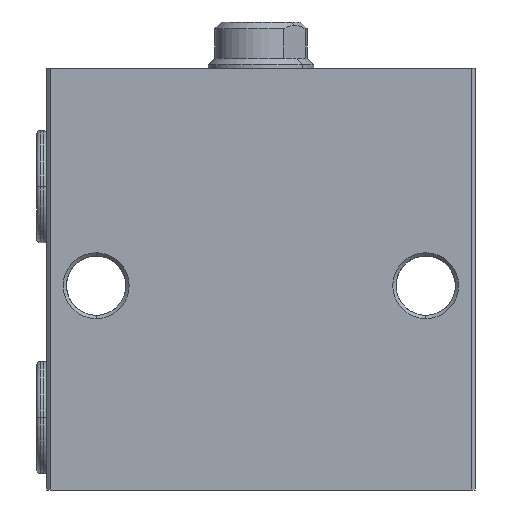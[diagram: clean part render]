
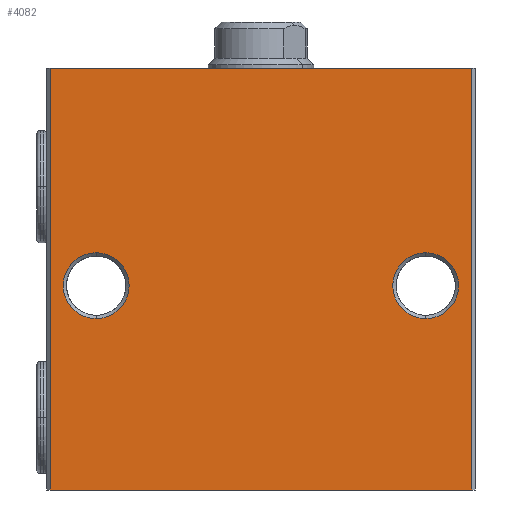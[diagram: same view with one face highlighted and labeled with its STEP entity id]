
A CAD part, front view. The second image highlights one B-rep face of the part: STEP entity #4082.
In plain terms, the highlighted planar face has unit normal (0, -1, 0).
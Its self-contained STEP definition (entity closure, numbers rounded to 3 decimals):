
#25 = CARTESIAN_POINT ( 'NONE',  ( -13934.479, 1843.364, 26. ) ) ;
#207 = EDGE_LOOP ( 'NONE', ( #7701, #1203, #9738, #7584 ) ) ;
#245 = CARTESIAN_POINT ( 'NONE',  ( -13934.479, 1843.364, 31. ) ) ;
#388 = CARTESIAN_POINT ( 'NONE',  ( -13927.479, 1843.364, 0. ) ) ;
#748 = EDGE_LOOP ( 'NONE', ( #10450, #9074 ) ) ;
#997 = EDGE_CURVE ( 'NONE', #7756, #3979, #8248, .T. ) ;
#1076 = DIRECTION ( 'NONE',  ( -1., 0., 0. ) ) ;
#1203 = ORIENTED_EDGE ( 'NONE', *, *, #9295, .F. ) ;
#1473 = DIRECTION ( 'NONE',  ( 0., 0., -1. ) ) ;
#1575 = VERTEX_POINT ( 'NONE', #25 ) ;
#1651 = VERTEX_POINT ( 'NONE', #2599 ) ;
#1722 = VERTEX_POINT ( 'NONE', #9557 ) ;
#2134 = CARTESIAN_POINT ( 'NONE',  ( -13991.479, 1843.364, 0. ) ) ;
#2156 = DIRECTION ( 'NONE',  ( 0., 1., 0. ) ) ;
#2252 = FACE_BOUND ( 'NONE', #748, .T. ) ;
#2258 = PLANE ( 'NONE',  #9763 ) ;
#2441 = DIRECTION ( 'NONE',  ( 0., 1., 0. ) ) ;
#2504 = VECTOR ( 'NONE', #1473, 1000. ) ;
#2599 = CARTESIAN_POINT ( 'NONE',  ( -13991.479, 1843.364, 64. ) ) ;
#2730 = EDGE_CURVE ( 'NONE', #1722, #1575, #7301, .T. ) ;
#2949 = ORIENTED_EDGE ( 'NONE', *, *, #997, .T. ) ;
#2969 = VECTOR ( 'NONE', #3555, 1000. ) ;
#3278 = CIRCLE ( 'NONE', #9845, 5. ) ;
#3387 = CARTESIAN_POINT ( 'NONE',  ( -13984.479, 1843.364, 26. ) ) ;
#3496 = LINE ( 'NONE', #8491, #2969 ) ;
#3555 = DIRECTION ( 'NONE',  ( 1., 0., 0. ) ) ;
#3947 = DIRECTION ( 'NONE',  ( 0., 1., 0. ) ) ;
#3950 = VERTEX_POINT ( 'NONE', #388 ) ;
#3979 = VERTEX_POINT ( 'NONE', #9514 ) ;
#4082 = ADVANCED_FACE ( 'NONE', ( #2252, #9072, #4441 ), #2258, .F. ) ;
#4147 = AXIS2_PLACEMENT_3D ( 'NONE', #9507, #4595, #10346 ) ;
#4441 = FACE_OUTER_BOUND ( 'NONE', #207, .T. ) ;
#4595 = DIRECTION ( 'NONE',  ( 0., 1., 0. ) ) ;
#4704 = CARTESIAN_POINT ( 'NONE',  ( -13927.479, 1843.364, 64. ) ) ;
#5515 = CARTESIAN_POINT ( 'NONE',  ( -13927.479, 1843.364, 64. ) ) ;
#5554 = DIRECTION ( 'NONE',  ( 1., 0., 0. ) ) ;
#6015 = DIRECTION ( 'NONE',  ( 0., 1., 0. ) ) ;
#6075 = LINE ( 'NONE', #5515, #8016 ) ;
#6203 = EDGE_CURVE ( 'NONE', #3979, #7756, #10322, .T. ) ;
#6435 = EDGE_CURVE ( 'NONE', #8154, #3950, #3496, .T. ) ;
#6461 = EDGE_LOOP ( 'NONE', ( #2949, #9083 ) ) ;
#6656 = EDGE_CURVE ( 'NONE', #1651, #6792, #6075, .T. ) ;
#6792 = VERTEX_POINT ( 'NONE', #9045 ) ;
#6821 = VECTOR ( 'NONE', #8743, 1000. ) ;
#6888 = LINE ( 'NONE', #7226, #2504 ) ;
#7084 = CARTESIAN_POINT ( 'NONE',  ( -13934.479, 1843.364, 31. ) ) ;
#7226 = CARTESIAN_POINT ( 'NONE',  ( -13927.479, 1843.364, 64. ) ) ;
#7301 = CIRCLE ( 'NONE', #8602, 5. ) ;
#7377 = CARTESIAN_POINT ( 'NONE',  ( -13984.479, 1843.364, 31. ) ) ;
#7584 = ORIENTED_EDGE ( 'NONE', *, *, #8124, .T. ) ;
#7701 = ORIENTED_EDGE ( 'NONE', *, *, #6435, .T. ) ;
#7756 = VERTEX_POINT ( 'NONE', #3387 ) ;
#7920 = DIRECTION ( 'NONE',  ( -1., 0., 0. ) ) ;
#7938 = CARTESIAN_POINT ( 'NONE',  ( -13991.479, 1843.364, 64. ) ) ;
#8016 = VECTOR ( 'NONE', #5554, 1000. ) ;
#8124 = EDGE_CURVE ( 'NONE', #1651, #8154, #9012, .T. ) ;
#8154 = VERTEX_POINT ( 'NONE', #2134 ) ;
#8222 = DIRECTION ( 'NONE',  ( -1., 0., 0. ) ) ;
#8248 = CIRCLE ( 'NONE', #4147, 5. ) ;
#8491 = CARTESIAN_POINT ( 'NONE',  ( -13927.479, 1843.364, 0. ) ) ;
#8602 = AXIS2_PLACEMENT_3D ( 'NONE', #245, #6015, #1076 ) ;
#8743 = DIRECTION ( 'NONE',  ( 0., 0., -1. ) ) ;
#9012 = LINE ( 'NONE', #7938, #6821 ) ;
#9045 = CARTESIAN_POINT ( 'NONE',  ( -13927.479, 1843.364, 64. ) ) ;
#9072 = FACE_BOUND ( 'NONE', #6461, .T. ) ;
#9074 = ORIENTED_EDGE ( 'NONE', *, *, #2730, .T. ) ;
#9083 = ORIENTED_EDGE ( 'NONE', *, *, #6203, .T. ) ;
#9123 = EDGE_CURVE ( 'NONE', #1575, #1722, #3278, .T. ) ;
#9295 = EDGE_CURVE ( 'NONE', #6792, #3950, #6888, .T. ) ;
#9507 = CARTESIAN_POINT ( 'NONE',  ( -13984.479, 1843.364, 31. ) ) ;
#9514 = CARTESIAN_POINT ( 'NONE',  ( -13984.479, 1843.364, 36. ) ) ;
#9557 = CARTESIAN_POINT ( 'NONE',  ( -13934.479, 1843.364, 36. ) ) ;
#9691 = DIRECTION ( 'NONE',  ( -1., 0., 0. ) ) ;
#9738 = ORIENTED_EDGE ( 'NONE', *, *, #6656, .F. ) ;
#9763 = AXIS2_PLACEMENT_3D ( 'NONE', #4704, #3947, #9691 ) ;
#9845 = AXIS2_PLACEMENT_3D ( 'NONE', #7084, #2156, #7920 ) ;
#10290 = AXIS2_PLACEMENT_3D ( 'NONE', #7377, #2441, #8222 ) ;
#10322 = CIRCLE ( 'NONE', #10290, 5. ) ;
#10346 = DIRECTION ( 'NONE',  ( -1., 0., 0. ) ) ;
#10450 = ORIENTED_EDGE ( 'NONE', *, *, #9123, .T. ) ;
